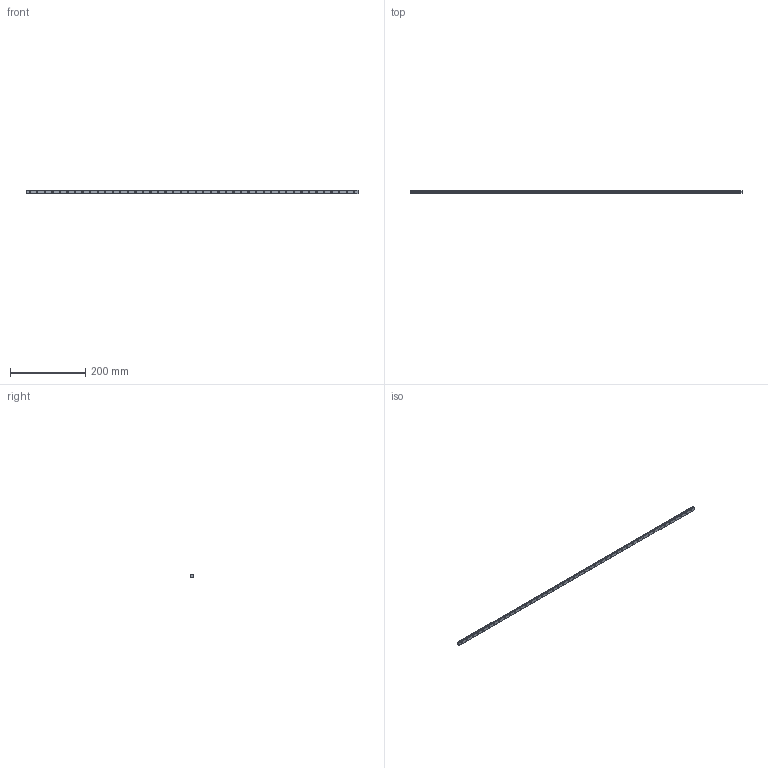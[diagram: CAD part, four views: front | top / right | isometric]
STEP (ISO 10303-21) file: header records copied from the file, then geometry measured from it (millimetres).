
FILE_DESCRIPTION (( 'STEP AP214' ), '1' );
FILE_NAME ('SRS9XGMSS-880LM_G10_0_0_0_0_0_1.STEP', '2021-08-13T09:37:04', ( '' ), ( '' ), 'SwSTEP 2.0', 'SolidWorks 2021', '' );
FILE_SCHEMA (( 'AUTOMOTIVE_DESIGN' ));
Length unit declared in the file: millimetre
Products named in the file (2): _SRS9XGM88010 Track; SRS9XGMSS-880LM_G10_0_0_0_0_0_1
Assembly tree (1 placements, depth 2):
  SRS9XGMSS-880LM_G10_0_0_0_0_0_1
    _SRS9XGM88010 Track
Bounding box: 880 x 5.5 x 9 mm (x, y, z)
Volume: 35069 mm3; surface area: 28346.4 mm2
Topology: 1 solids, 1 shells, 249 faces, 609 edges, 406 vertices
Faces by surface type: cylinder 189, plane 60
Entity records: 7783 total; most frequent: DIRECTION 1493, CARTESIAN_POINT 1268, ORIENTED_EDGE 1218, AXIS2_PLACEMENT_3D 631, EDGE_CURVE 609, VERTEX_POINT 406, EDGE_LOOP 381, CIRCLE 378
